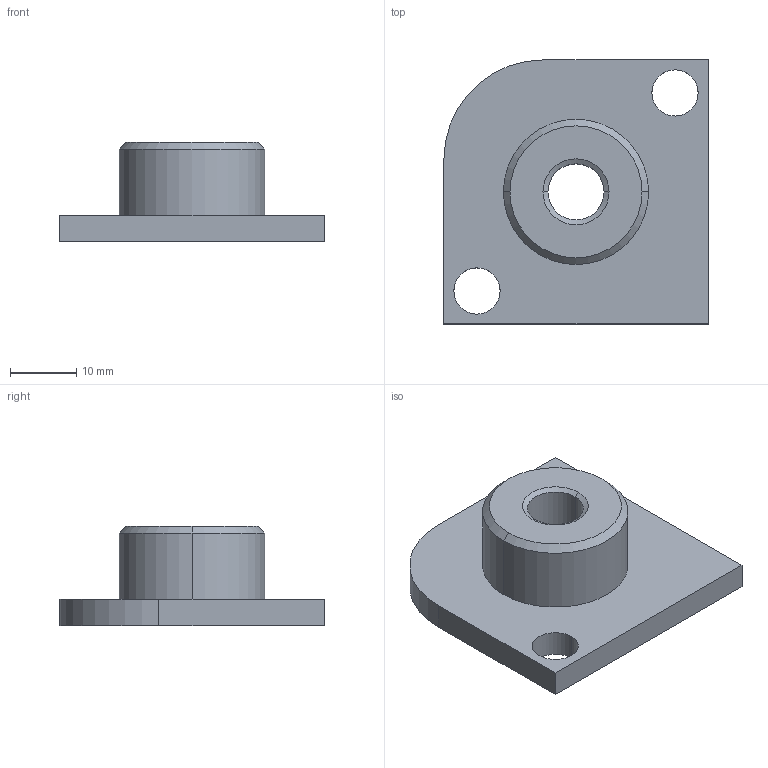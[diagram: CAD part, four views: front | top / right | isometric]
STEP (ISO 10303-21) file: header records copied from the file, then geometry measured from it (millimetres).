
FILE_DESCRIPTION(('Creo Elements/Direct Modeling STEP Export'),'2;1');
FILE_NAME('44.0246.23_Flansch-MMS-44_40x40-R15-M10.stp','2022-03-21T 9:00:05',(''),(''),'PTC Creo Elements/Direct Modeling STEP processor for AP214 (Solid Model)','PTC Creo Elements/Direct Modeling 19.0C 15-Aug-2015 (C) Parametric Technology GmbH','');
FILE_SCHEMA(('AUTOMOTIVE_DESIGN { 1 0 10303 214 1 1 1 1 }'));
Length unit declared in the file: millimetre
Products named in the file (2): Flansch-MMS-44_40x40-R15-M10_44.0246.23_PX173796
Assembly tree (1 placements, depth 2):
  Flansch-MMS-44_40x40-R15-M10_44.0246.23_PX173796
    Flansch-MMS-44_40x40-R15-M10_44.0246.23_PX173796
Bounding box: 40 x 40 x 15 mm (x, y, z)
Volume: 9183.2 mm3; surface area: 4726 mm2
Topology: 1 solids, 1 shells, 22 faces, 54 edges, 35 vertices
Faces by surface type: cylinder 9, plane 7, cone 6
Entity records: 664 total; most frequent: ORIENTED_EDGE 108, DIRECTION 101, CARTESIAN_POINT 99, EDGE_CURVE 54, AXIS2_PLACEMENT_3D 37, VERTEX_POINT 35, EDGE_LOOP 29, VECTOR 27
